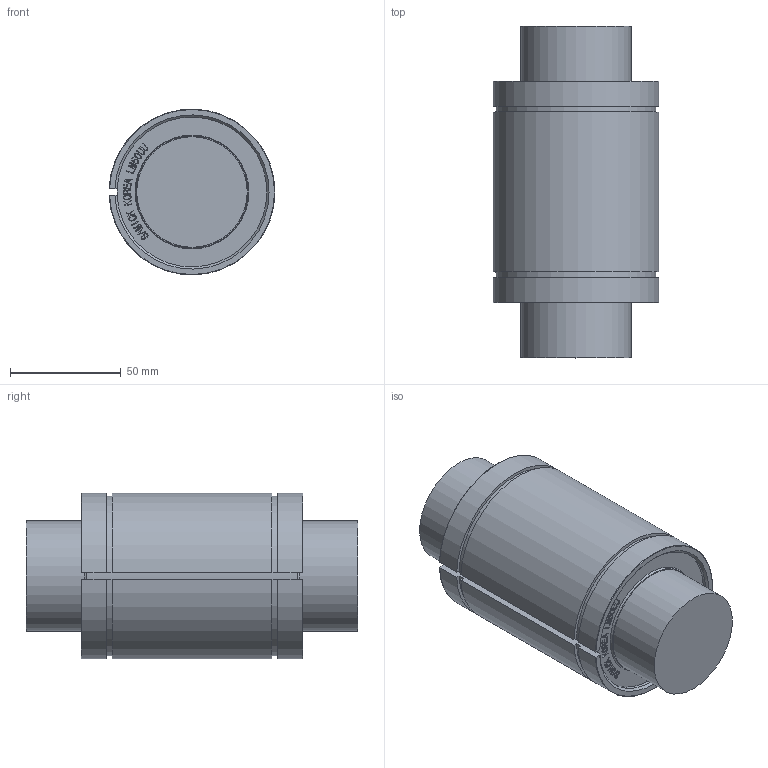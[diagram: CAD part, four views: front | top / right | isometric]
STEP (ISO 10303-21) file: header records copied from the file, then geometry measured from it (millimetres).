
FILE_DESCRIPTION((''),'2;1');
FILE_NAME('LME50UUAJ.stp','2013-02-05T19:11:33',('user2'),(''),'Autodesk Inventor 2012','Autodesk Inventor 2012','');
FILE_SCHEMA(('AUTOMOTIVE_DESIGN { 1 0 10303 214 1 1 1 1 }'));
Length unit declared in the file: millimetre
Products named in the file (1): LME50UUAJ
Bounding box: 74.97 x 150 x 74.98 mm (x, y, z)
Volume: 529188.6 mm3; surface area: 43697.1 mm2
Topology: 1 solids, 1 shells, 844 faces, 2380 edges, 1586 vertices
Faces by surface type: bspline 600, plane 228, cylinder 10, cone 4, torus 2
Full cylindrical faces by diameter (mm): 50 x2
Entity records: 28743 total; most frequent: CARTESIAN_POINT 10239, ORIENTED_EDGE 4748, EDGE_CURVE 2374, DIRECTION 1688, VERTEX_POINT 1584, QUASI_UNIFORM_CURVE 1200, VECTOR 1142, LINE 1142
